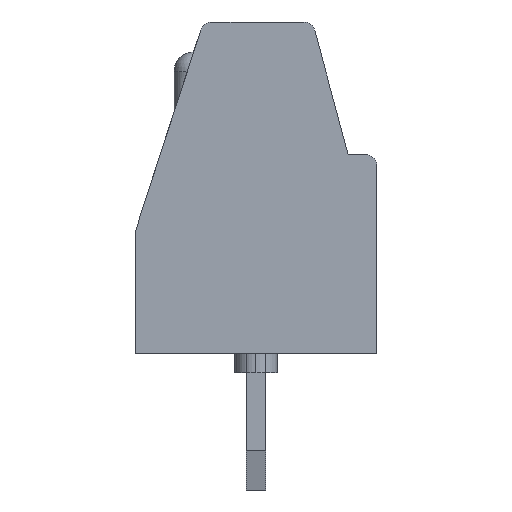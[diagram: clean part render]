
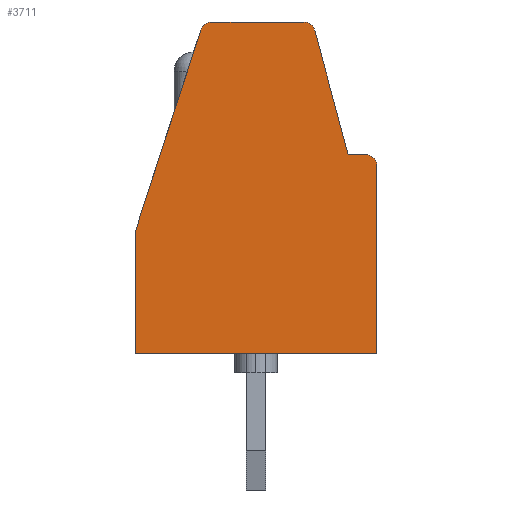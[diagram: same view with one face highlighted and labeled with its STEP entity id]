
A CAD part, left-side view. The second image highlights one B-rep face of the part: STEP entity #3711.
In plain terms, the highlighted planar face has unit normal (-1, 0, 0).
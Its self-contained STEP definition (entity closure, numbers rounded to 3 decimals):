
#36 = CARTESIAN_POINT ( 'NONE',  ( 0., 0.739, 5.1 ) ) ;
#218 = VERTEX_POINT ( 'NONE', #5469 ) ;
#258 = ORIENTED_EDGE ( 'NONE', *, *, #5486, .T. ) ;
#292 = CARTESIAN_POINT ( 'NONE',  ( 0., 0.3, 5.1 ) ) ;
#405 = CARTESIAN_POINT ( 'NONE',  ( 0., 6.2, 3.114 ) ) ;
#521 = CARTESIAN_POINT ( 'NONE',  ( 0., 4.517, 8.293 ) ) ;
#757 = DIRECTION ( 'NONE',  ( -1., 0., 0. ) ) ;
#1161 = DIRECTION ( 'NONE',  ( -1., 0., 0. ) ) ;
#1480 = VERTEX_POINT ( 'NONE', #5081 ) ;
#1521 = DIRECTION ( 'NONE',  ( 0., -1., 0. ) ) ;
#1801 = VECTOR ( 'NONE', #6428, 1000. ) ;
#1861 = DIRECTION ( 'NONE',  ( 0., 0., 1. ) ) ;
#2226 = LINE ( 'NONE', #36, #6439 ) ;
#2266 = VERTEX_POINT ( 'NONE', #6884 ) ;
#2285 = FACE_OUTER_BOUND ( 'NONE', #10574, .T. ) ;
#2433 = CARTESIAN_POINT ( 'NONE',  ( 0., 4.517, 8.293 ) ) ;
#2484 = LINE ( 'NONE', #405, #6707 ) ;
#2688 = CARTESIAN_POINT ( 'NONE',  ( 0., 0., 0. ) ) ;
#2740 = CARTESIAN_POINT ( 'NONE',  ( 0., 24.323, -6.451 ) ) ;
#2786 = ORIENTED_EDGE ( 'NONE', *, *, #3062, .T. ) ;
#2788 = EDGE_CURVE ( 'NONE', #9554, #218, #6912, .T. ) ;
#2801 = CIRCLE ( 'NONE', #9965, 0.3 ) ;
#2909 = ORIENTED_EDGE ( 'NONE', *, *, #3914, .T. ) ;
#3062 = EDGE_CURVE ( 'NONE', #10082, #6618, #8495, .T. ) ;
#3085 = VECTOR ( 'NONE', #9880, 1000. ) ;
#3223 = CARTESIAN_POINT ( 'NONE',  ( 0., 6.2, 3.114 ) ) ;
#3711 = ADVANCED_FACE ( 'NONE', ( #2285 ), #4444, .F. ) ;
#3727 = CIRCLE ( 'NONE', #6353, 0.3 ) ;
#3766 = VERTEX_POINT ( 'NONE', #6979 ) ;
#3914 = EDGE_CURVE ( 'NONE', #8348, #5445, #2226, .T. ) ;
#4251 = DIRECTION ( 'NONE',  ( 0., 0.259, 0.966 ) ) ;
#4382 = DIRECTION ( 'NONE',  ( -1., 0., 0. ) ) ;
#4444 = PLANE ( 'NONE',  #9949 ) ;
#4571 = CARTESIAN_POINT ( 'NONE',  ( 0., 6.2, 0. ) ) ;
#4885 = ORIENTED_EDGE ( 'NONE', *, *, #5715, .T. ) ;
#4966 = CARTESIAN_POINT ( 'NONE',  ( 0., 0., 0. ) ) ;
#5081 = CARTESIAN_POINT ( 'NONE',  ( 0., 6.2, 0. ) ) ;
#5161 = LINE ( 'NONE', #7381, #9121 ) ;
#5263 = DIRECTION ( 'NONE',  ( 0., 1., 0. ) ) ;
#5415 = DIRECTION ( 'NONE',  ( 0., 0., -1. ) ) ;
#5445 = VERTEX_POINT ( 'NONE', #7633 ) ;
#5469 = CARTESIAN_POINT ( 'NONE',  ( 0., 0., 4.8 ) ) ;
#5486 = EDGE_CURVE ( 'NONE', #218, #9776, #10336, .T. ) ;
#5589 = EDGE_CURVE ( 'NONE', #3766, #10082, #2801, .T. ) ;
#5590 = CARTESIAN_POINT ( 'NONE',  ( 0., 4.232, 8.5 ) ) ;
#5715 = EDGE_CURVE ( 'NONE', #5445, #2266, #3727, .T. ) ;
#5738 = CARTESIAN_POINT ( 'NONE',  ( 0., 1.88, 8.2 ) ) ;
#5991 = AXIS2_PLACEMENT_3D ( 'NONE', #9434, #4382, #10285 ) ;
#6100 = VECTOR ( 'NONE', #6232, 1000. ) ;
#6169 = CARTESIAN_POINT ( 'NONE',  ( 0., 4.232, 8.2 ) ) ;
#6232 = DIRECTION ( 'NONE',  ( 0., -1., 0. ) ) ;
#6353 = AXIS2_PLACEMENT_3D ( 'NONE', #5738, #757, #6628 ) ;
#6376 = VECTOR ( 'NONE', #1861, 1000. ) ;
#6428 = DIRECTION ( 'NONE',  ( 0., 0.309, -0.951 ) ) ;
#6439 = VECTOR ( 'NONE', #4251, 1000. ) ;
#6618 = VERTEX_POINT ( 'NONE', #3223 ) ;
#6628 = DIRECTION ( 'NONE',  ( 0., -0.966, 0.259 ) ) ;
#6707 = VECTOR ( 'NONE', #5415, 1000. ) ;
#6884 = CARTESIAN_POINT ( 'NONE',  ( 0., 1.88, 8.5 ) ) ;
#6912 = LINE ( 'NONE', #2688, #6376 ) ;
#6979 = CARTESIAN_POINT ( 'NONE',  ( 0., 4.232, 8.5 ) ) ;
#7034 = DIRECTION ( 'NONE',  ( 0., 0., 1. ) ) ;
#7045 = ORIENTED_EDGE ( 'NONE', *, *, #9440, .F. ) ;
#7212 = ORIENTED_EDGE ( 'NONE', *, *, #9845, .T. ) ;
#7381 = CARTESIAN_POINT ( 'NONE',  ( 0., 0.739, 5.1 ) ) ;
#7568 = LINE ( 'NONE', #5590, #3085 ) ;
#7633 = CARTESIAN_POINT ( 'NONE',  ( 0., 1.59, 8.278 ) ) ;
#7736 = CARTESIAN_POINT ( 'NONE',  ( 0., 0.739, 5.1 ) ) ;
#8348 = VERTEX_POINT ( 'NONE', #7736 ) ;
#8495 = LINE ( 'NONE', #521, #1801 ) ;
#8522 = EDGE_CURVE ( 'NONE', #6618, #1480, #2484, .T. ) ;
#8764 = ORIENTED_EDGE ( 'NONE', *, *, #10208, .F. ) ;
#9121 = VECTOR ( 'NONE', #1521, 1000. ) ;
#9308 = ORIENTED_EDGE ( 'NONE', *, *, #8522, .T. ) ;
#9377 = ORIENTED_EDGE ( 'NONE', *, *, #2788, .T. ) ;
#9434 = CARTESIAN_POINT ( 'NONE',  ( 0., 0.3, 4.8 ) ) ;
#9440 = EDGE_CURVE ( 'NONE', #3766, #2266, #7568, .T. ) ;
#9554 = VERTEX_POINT ( 'NONE', #4966 ) ;
#9776 = VERTEX_POINT ( 'NONE', #292 ) ;
#9845 = EDGE_CURVE ( 'NONE', #1480, #9554, #10605, .T. ) ;
#9880 = DIRECTION ( 'NONE',  ( 0., -1., 0. ) ) ;
#9949 = AXIS2_PLACEMENT_3D ( 'NONE', #2740, #10361, #5263 ) ;
#9965 = AXIS2_PLACEMENT_3D ( 'NONE', #6169, #1161, #7034 ) ;
#10082 = VERTEX_POINT ( 'NONE', #2433 ) ;
#10208 = EDGE_CURVE ( 'NONE', #8348, #9776, #5161, .T. ) ;
#10285 = DIRECTION ( 'NONE',  ( 0., -1., 0. ) ) ;
#10336 = CIRCLE ( 'NONE', #5991, 0.3 ) ;
#10361 = DIRECTION ( 'NONE',  ( 1., 0., 0. ) ) ;
#10574 = EDGE_LOOP ( 'NONE', ( #9377, #258, #8764, #2909, #4885, #7045, #10874, #2786, #9308, #7212 ) ) ;
#10605 = LINE ( 'NONE', #4571, #6100 ) ;
#10874 = ORIENTED_EDGE ( 'NONE', *, *, #5589, .T. ) ;
